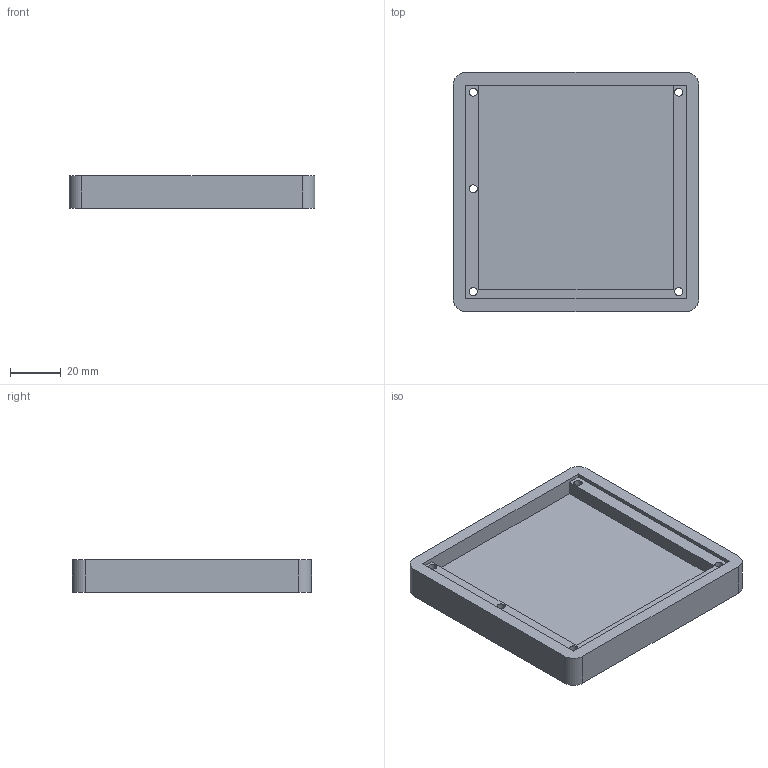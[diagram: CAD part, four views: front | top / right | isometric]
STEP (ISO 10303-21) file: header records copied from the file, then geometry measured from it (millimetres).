
FILE_DESCRIPTION(/* description */ (''),/* implementation_level */ '2;1');
FILE_NAME(/* name */ 'Base.step',/* time_stamp */ '2025-07-30T23:06:15-06:00',/* author */ (''),/* organization */ (''),/* preprocessor_version */ 'ST-DEVELOPER v20.1',/* originating_system */ 'Autodesk Translation Framework v14.10.0.0',/* authorisation */ '');
FILE_SCHEMA (('AUTOMOTIVE_DESIGN { 1 0 10303 214 3 1 1 }'));
Length unit declared in the file: millimetre
Products named in the file (1): Base
Bounding box: 96.72 x 94.23 x 13 mm (x, y, z)
Volume: 72389 mm3; surface area: 25946.4 mm2
Topology: 1 solids, 1 shells, 300 faces, 828 edges, 552 vertices
Faces by surface type: bspline 192, plane 94, cylinder 14
Full cylindrical faces by diameter (mm): 3.2 x5, 6 x5
Entity records: 11360 total; most frequent: CARTESIAN_POINT 4945, ORIENTED_EDGE 1656, EDGE_CURVE 828, DIRECTION 690, VERTEX_POINT 552, LINE 416, VECTOR 416, B_SPLINE_CURVE_WITH_KNOTS 384
